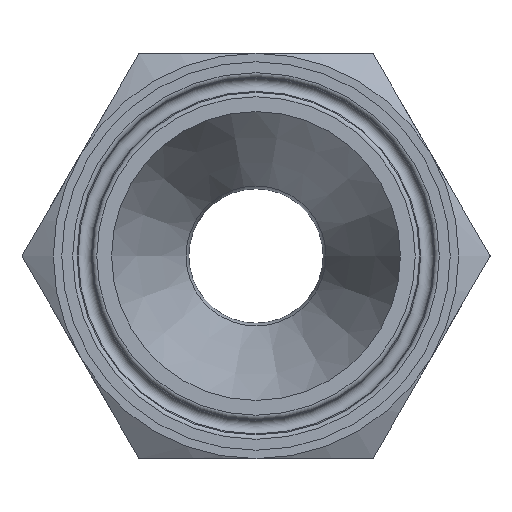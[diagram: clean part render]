
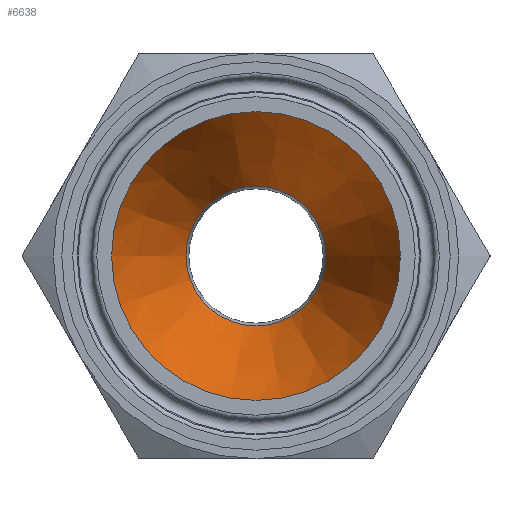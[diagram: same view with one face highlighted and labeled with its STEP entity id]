
A CAD part, left-side view. The second image highlights one B-rep face of the part: STEP entity #6638.
In plain terms, the highlighted conical face has half-angle 21.977 degrees and reference radius 17.399 mm.
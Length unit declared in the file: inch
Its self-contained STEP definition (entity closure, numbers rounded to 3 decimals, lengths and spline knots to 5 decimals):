
#49=CONICAL_SURFACE('',#7063,0.685,21.977);
#145=FACE_BOUND('',#1228,.T.);
#806=FACE_OUTER_BOUND('',#1227,.T.);
#1227=EDGE_LOOP('',(#6087));
#1228=EDGE_LOOP('',(#6088));
#1730=CIRCLE('',#7055,0.935);
#1733=CIRCLE('',#7060,0.45317);
#3240=VERTEX_POINT('',#14255);
#3243=VERTEX_POINT('',#14263);
#4198=EDGE_CURVE('',#3240,#3240,#1730,.T.);
#4201=EDGE_CURVE('',#3243,#3243,#1733,.T.);
#6087=ORIENTED_EDGE('',*,*,#4198,.F.);
#6088=ORIENTED_EDGE('',*,*,#4201,.F.);
#6638=ADVANCED_FACE('',(#806,#145),#49,.F.);
#7055=AXIS2_PLACEMENT_3D('',#14256,#8306,#8307);
#7060=AXIS2_PLACEMENT_3D('',#14264,#8316,#8317);
#7063=AXIS2_PLACEMENT_3D('',#14268,#8322,#8323);
#8306=DIRECTION('center_axis',(1.,0.,0.));
#8307=DIRECTION('ref_axis',(0.,1.,0.));
#8316=DIRECTION('center_axis',(-1.,0.,0.));
#8317=DIRECTION('ref_axis',(0.,-1.,0.));
#8322=DIRECTION('center_axis',(-1.,0.,0.));
#8323=DIRECTION('ref_axis',(0.,1.,0.));
#14255=CARTESIAN_POINT('',(0.,0.935,0.));
#14256=CARTESIAN_POINT('Origin',(0.,0.,
0.));
#14263=CARTESIAN_POINT('',(1.19399,0.45317,0.));
#14264=CARTESIAN_POINT('Origin',(1.19399,0.,
0.));
#14268=CARTESIAN_POINT('Origin',(0.6195,0.,
0.));
